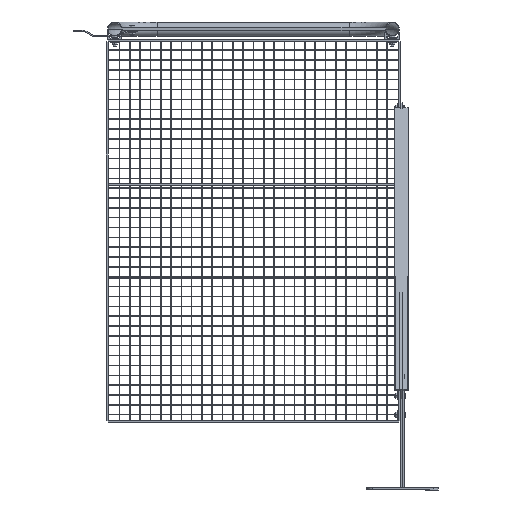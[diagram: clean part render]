
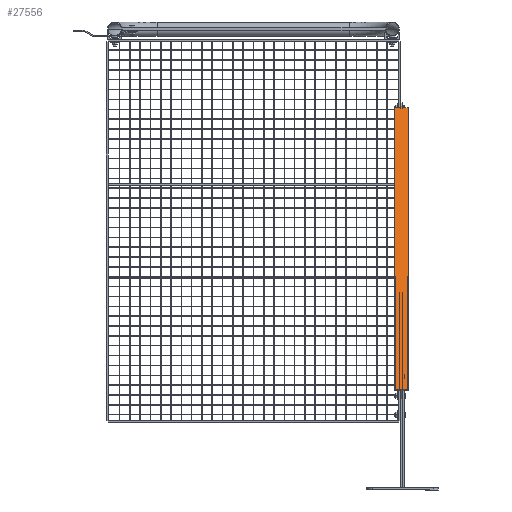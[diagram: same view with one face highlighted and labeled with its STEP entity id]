
A CAD part, front view. The second image highlights one B-rep face of the part: STEP entity #27556.
In plain terms, the highlighted planar face has unit normal (0, -0.666, 0.746).
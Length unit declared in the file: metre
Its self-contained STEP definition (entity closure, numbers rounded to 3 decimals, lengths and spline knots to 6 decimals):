
#1191 = CARTESIAN_POINT ( 'NONE',  ( 0.5105, -0.08612, 0.422367 ) ) ;
#3321 = LINE ( 'NONE', #58980, #51091 ) ;
#6297 = DIRECTION ( 'NONE',  ( 0., 0.746, 0.666 ) ) ;
#6913 = EDGE_CURVE ( 'NONE', #93346, #79821, #42028, .T. ) ;
#7440 = ORIENTED_EDGE ( 'NONE', *, *, #148168, .T. ) ;
#9570 = FACE_OUTER_BOUND ( 'NONE', #85066, .T. ) ;
#11571 = CARTESIAN_POINT ( 'NONE',  ( 0.5, -1.203878, -0.57535 ) ) ;
#14185 = EDGE_CURVE ( 'NONE', #141850, #120956, #117529, .T. ) ;
#14366 = AXIS2_PLACEMENT_3D ( 'NONE', #88341, #59666, #141359 ) ;
#19597 = VECTOR ( 'NONE', #174516, 1. ) ;
#23921 = DIRECTION ( 'NONE',  ( 0., -0.746, -0.666 ) ) ;
#24860 = EDGE_CURVE ( 'NONE', #120956, #110759, #173219, .T. ) ;
#27556 = ADVANCED_FACE ( 'NONE', ( #9570 ), #64347, .F. ) ;
#27918 = CARTESIAN_POINT ( 'NONE',  ( 0.4955, -0.089478, 0.419371 ) ) ;
#31776 = ORIENTED_EDGE ( 'NONE', *, *, #107214, .T. ) ;
#34102 = CARTESIAN_POINT ( 'NONE',  ( 0.506, -1.203878, -0.57535 ) ) ;
#37677 = CARTESIAN_POINT ( 'NONE',  ( 0.4795, -0.089478, 0.419371 ) ) ;
#39264 = CARTESIAN_POINT ( 'NONE',  ( 0.4795, -0.089478, 0.419371 ) ) ;
#42028 = LINE ( 'NONE', #11571, #118879 ) ;
#50285 = ORIENTED_EDGE ( 'NONE', *, *, #165433, .F. ) ;
#50857 = CARTESIAN_POINT ( 'NONE',  ( 0.5, -1.203878, -0.57535 ) ) ;
#51091 = VECTOR ( 'NONE', #137099, 1. ) ;
#52953 = ORIENTED_EDGE ( 'NONE', *, *, #24860, .T. ) ;
#53163 = CARTESIAN_POINT ( 'NONE',  ( 0.5265, -0.089478, 0.419371 ) ) ;
#53932 = AXIS2_PLACEMENT_3D ( 'NONE', #50857, #105578, #23921 ) ;
#56194 = EDGE_CURVE ( 'NONE', #159700, #77573, #120939, .T. ) ;
#58613 = DIRECTION ( 'NONE',  ( 0., -0.746, -0.666 ) ) ;
#58980 = CARTESIAN_POINT ( 'NONE',  ( 0.5, -1.16195, -0.537925 ) ) ;
#59666 = DIRECTION ( 'NONE',  ( 0., 0.666, -0.746 ) ) ;
#60550 = ORIENTED_EDGE ( 'NONE', *, *, #6913, .F. ) ;
#62333 = ORIENTED_EDGE ( 'NONE', *, *, #76281, .T. ) ;
#64337 = CARTESIAN_POINT ( 'NONE',  ( 0.5265, -1.203878, -0.57535 ) ) ;
#64347 = PLANE ( 'NONE',  #53932 ) ;
#65011 = LINE ( 'NONE', #147561, #19597 ) ;
#65398 = VERTEX_POINT ( 'NONE', #119087 ) ;
#66292 = CARTESIAN_POINT ( 'NONE',  ( 0.4795, -1.203878, -0.57535 ) ) ;
#66335 = DIRECTION ( 'NONE',  ( 0., 0.746, 0.666 ) ) ;
#76281 = EDGE_CURVE ( 'NONE', #141118, #141850, #135735, .T. ) ;
#77573 = VERTEX_POINT ( 'NONE', #27918 ) ;
#79821 = VERTEX_POINT ( 'NONE', #126240 ) ;
#85066 = EDGE_LOOP ( 'NONE', ( #50285, #31776, #99807, #62333, #119940, #52953, #162307, #60550, #7440, #144226 ) ) ;
#86745 = VECTOR ( 'NONE', #122598, 1. ) ;
#88341 = CARTESIAN_POINT ( 'NONE',  ( 0.4955, -0.08612, 0.422367 ) ) ;
#88540 = CARTESIAN_POINT ( 'NONE',  ( 0.506, -0.08612, 0.422367 ) ) ;
#88819 = CIRCLE ( 'NONE', #14366, 0.0045 ) ;
#90472 = VECTOR ( 'NONE', #6297, 1. ) ;
#93346 = VERTEX_POINT ( 'NONE', #148773 ) ;
#99807 = ORIENTED_EDGE ( 'NONE', *, *, #169551, .T. ) ;
#105578 = DIRECTION ( 'NONE',  ( 0., 0.666, -0.746 ) ) ;
#106536 = EDGE_CURVE ( 'NONE', #79821, #110759, #65011, .T. ) ;
#107214 = EDGE_CURVE ( 'NONE', #65398, #166116, #3321, .T. ) ;
#107231 = VECTOR ( 'NONE', #109650, 1. ) ;
#107463 = DIRECTION ( 'NONE',  ( 1., 0., 0. ) ) ;
#109534 = CARTESIAN_POINT ( 'NONE',  ( 0.5265, -0.089478, 0.419371 ) ) ;
#109650 = DIRECTION ( 'NONE',  ( -1., 0., 0. ) ) ;
#110759 = VERTEX_POINT ( 'NONE', #143715 ) ;
#117529 = CIRCLE ( 'NONE', #123314, 0.0045 ) ;
#118879 = VECTOR ( 'NONE', #66335, 1. ) ;
#119087 = CARTESIAN_POINT ( 'NONE',  ( 0.4795, -1.16195, -0.537925 ) ) ;
#119940 = ORIENTED_EDGE ( 'NONE', *, *, #14185, .T. ) ;
#120135 = DIRECTION ( 'NONE',  ( 0., 0.746, 0.666 ) ) ;
#120939 = LINE ( 'NONE', #39264, #143926 ) ;
#120956 = VERTEX_POINT ( 'NONE', #88540 ) ;
#122598 = DIRECTION ( 'NONE',  ( 0., 0.746, 0.666 ) ) ;
#123314 = AXIS2_PLACEMENT_3D ( 'NONE', #1191, #167212, #58613 ) ;
#126240 = CARTESIAN_POINT ( 'NONE',  ( 0.5, -0.082017, 0.42603 ) ) ;
#132726 = LINE ( 'NONE', #66292, #172119 ) ;
#135735 = LINE ( 'NONE', #53163, #107231 ) ;
#137099 = DIRECTION ( 'NONE',  ( 1., 0., 0. ) ) ;
#141118 = VERTEX_POINT ( 'NONE', #109534 ) ;
#141359 = DIRECTION ( 'NONE',  ( 0., -0.746, -0.666 ) ) ;
#141850 = VERTEX_POINT ( 'NONE', #161097 ) ;
#143715 = CARTESIAN_POINT ( 'NONE',  ( 0.506, -0.082017, 0.42603 ) ) ;
#143926 = VECTOR ( 'NONE', #107463, 1. ) ;
#144226 = ORIENTED_EDGE ( 'NONE', *, *, #56194, .F. ) ;
#147561 = CARTESIAN_POINT ( 'NONE',  ( 0.5, -0.082017, 0.42603 ) ) ;
#147779 = LINE ( 'NONE', #64337, #86745 ) ;
#148168 = EDGE_CURVE ( 'NONE', #93346, #77573, #88819, .T. ) ;
#148773 = CARTESIAN_POINT ( 'NONE',  ( 0.5, -0.08612, 0.422367 ) ) ;
#154806 = CARTESIAN_POINT ( 'NONE',  ( 0.5265, -1.16195, -0.537925 ) ) ;
#159700 = VERTEX_POINT ( 'NONE', #37677 ) ;
#161097 = CARTESIAN_POINT ( 'NONE',  ( 0.5105, -0.089478, 0.419371 ) ) ;
#162307 = ORIENTED_EDGE ( 'NONE', *, *, #106536, .F. ) ;
#165433 = EDGE_CURVE ( 'NONE', #65398, #159700, #132726, .T. ) ;
#166116 = VERTEX_POINT ( 'NONE', #154806 ) ;
#167212 = DIRECTION ( 'NONE',  ( 0., 0.666, -0.746 ) ) ;
#169551 = EDGE_CURVE ( 'NONE', #166116, #141118, #147779, .T. ) ;
#172119 = VECTOR ( 'NONE', #120135, 1. ) ;
#173219 = LINE ( 'NONE', #34102, #90472 ) ;
#174516 = DIRECTION ( 'NONE',  ( 1., 0., 0. ) ) ;
